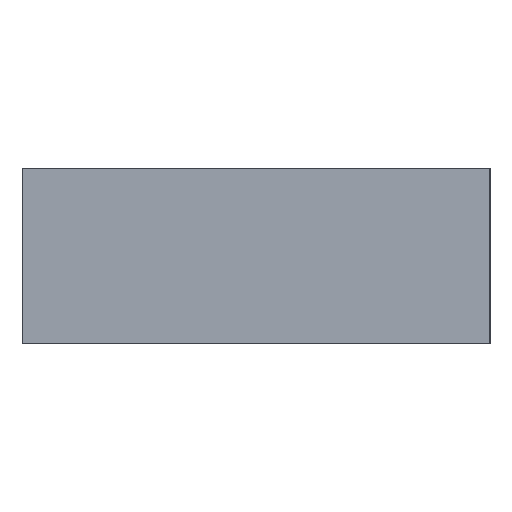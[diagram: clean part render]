
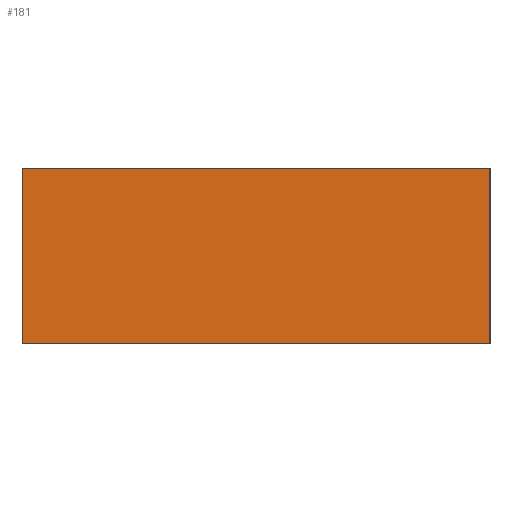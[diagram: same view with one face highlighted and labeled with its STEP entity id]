
A CAD part, left-side view. The second image highlights one B-rep face of the part: STEP entity #181.
In plain terms, the highlighted planar face has unit normal (-1, 0, 0).
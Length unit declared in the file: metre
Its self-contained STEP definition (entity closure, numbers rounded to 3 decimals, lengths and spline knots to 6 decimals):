
#44=ORIENTED_EDGE('',*,*,#82,.F.);
#45=ORIENTED_EDGE('',*,*,#67,.F.);
#46=ORIENTED_EDGE('',*,*,#83,.T.);
#47=ORIENTED_EDGE('',*,*,#72,.T.);
#67=EDGE_CURVE('',#87,#85,#103,.T.);
#72=EDGE_CURVE('',#91,#90,#108,.T.);
#82=EDGE_CURVE('',#85,#90,#110,.T.);
#83=EDGE_CURVE('',#87,#91,#111,.T.);
#85=VERTEX_POINT('',#269);
#87=VERTEX_POINT('',#273);
#90=VERTEX_POINT('',#283);
#91=VERTEX_POINT('',#285);
#103=LINE('',#274,#115);
#108=LINE('',#284,#120);
#110=LINE('',#308,#122);
#111=LINE('',#309,#123);
#115=VECTOR('',#222,1.);
#120=VECTOR('',#231,1.);
#122=VECTOR('',#259,1.);
#123=VECTOR('',#260,1.);
#135=EDGE_LOOP('',(#44,#45,#46,#47));
#157=FACE_BOUND('',#135,.T.);
#171=PLANE('',#212);
#181=ADVANCED_FACE('',(#157),#171,.T.);
#212=AXIS2_PLACEMENT_3D('',#307,#257,#258);
#222=DIRECTION('',(0.,0.,-1.));
#231=DIRECTION('',(0.,0.,-1.));
#257=DIRECTION('',(-1.,0.,0.));
#258=DIRECTION('',(0.,-1.,0.));
#259=DIRECTION('',(0.,1.,0.));
#260=DIRECTION('',(0.,1.,0.));
#269=CARTESIAN_POINT('',(-0.022,-0.008,0.));
#273=CARTESIAN_POINT('',(-0.022,-0.008,0.006));
#274=CARTESIAN_POINT('',(-0.022,-0.008,0.006));
#283=CARTESIAN_POINT('',(-0.022,0.008,0.));
#284=CARTESIAN_POINT('',(-0.022,0.008,0.006));
#285=CARTESIAN_POINT('',(-0.022,0.008,0.006));
#307=CARTESIAN_POINT('',(-0.022,0.,0.006));
#308=CARTESIAN_POINT('',(-0.022,0.,0.));
#309=CARTESIAN_POINT('',(-0.022,0.,0.006));
